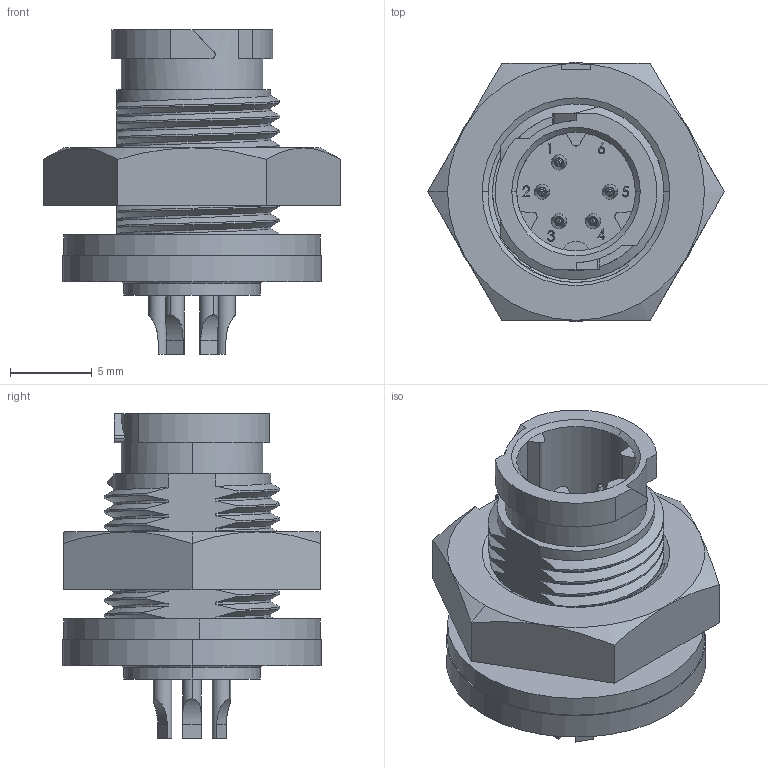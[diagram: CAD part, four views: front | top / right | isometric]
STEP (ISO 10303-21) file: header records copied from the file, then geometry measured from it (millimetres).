
FILE_DESCRIPTION (( 'STEP AP203' ), '1' );
FILE_NAME ('W17982-5PG-P-3ES.STEP', '2021-03-08T22:20:51', ( '' ), ( '' ), 'SwSTEP 2.0', 'SolidWorks 2020', '' );
FILE_SCHEMA (( 'CONFIG_CONTROL_DESIGN' ));
Length unit declared in the file: inch
Products named in the file (4): W17982-7PG-EPOXY.step.STEP; MC IC GASKET 16293.step.STEP; W17982-5PG-P-3ES; MC IC HEX NUT 16291V4.step.STEP
Assembly tree (3 placements, depth 2):
  W17982-5PG-P-3ES
    MC IC GASKET 16293.step.STEP
    MC IC HEX NUT 16291V4.step.STEP
    W17982-7PG-EPOXY.step.STEP
Bounding box: 18.18 x 15.88 x 19.89 mm (x, y, z)
Volume: 1676.1 mm3; surface area: 2358.3 mm2
Topology: 3 solids, 3 shells, 320 faces, 804 edges, 513 vertices
Faces by surface type: plane 102, cylinder 91, bspline 60, torus 34, cone 33
Entity records: 19559 total; most frequent: CARTESIAN_POINT 12015, ORIENTED_EDGE 1608, DIRECTION 1323, EDGE_CURVE 804, VERTEX_POINT 513, AXIS2_PLACEMENT_3D 480, LINE 363, VECTOR 363
